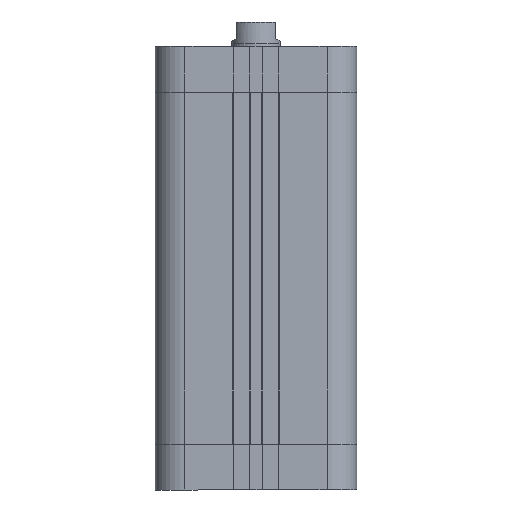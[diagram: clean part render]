
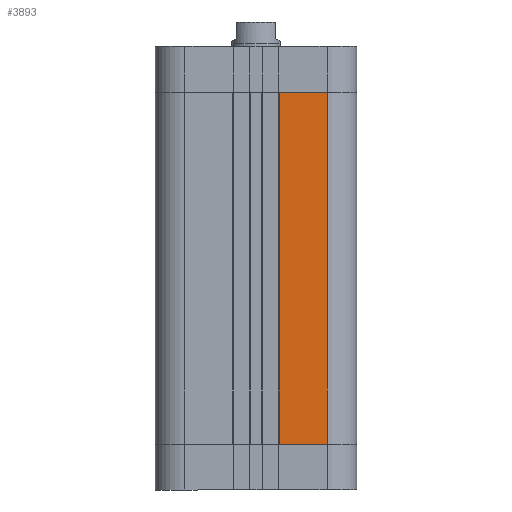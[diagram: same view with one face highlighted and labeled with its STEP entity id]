
A CAD part, front view. The second image highlights one B-rep face of the part: STEP entity #3893.
In plain terms, the highlighted planar face has unit normal (0, -1, 0).
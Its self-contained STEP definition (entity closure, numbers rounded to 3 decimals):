
#3835=CARTESIAN_POINT('',(-23.25,-33.,57.5));
#3836=VERTEX_POINT('',#3835);
#3845=CARTESIAN_POINT('',(-23.25,-33.,-57.5));
#3846=VERTEX_POINT('',#3845);
#3854=CARTESIAN_POINT('',(-23.25,-33.,-57.5));
#3855=DIRECTION('',(0.0,0.0,1.0));
#3856=VECTOR('',#3855,115.0);
#3857=LINE('',#3854,#3856);
#3858=EDGE_CURVE('',#3846,#3836,#3857,.T.);
#3863=CARTESIAN_POINT('',(-23.25,-33.,0.0));
#3864=DIRECTION('',(0.0,1.0,0.0));
#3865=DIRECTION('',(0.0,0.0,-1.0));
#3866=AXIS2_PLACEMENT_3D('',#3863,#3864,#3865);
#3867=PLANE('',#3866);
#3868=CARTESIAN_POINT('',(-7.6,-33.,57.5));
#3869=VERTEX_POINT('',#3868);
#3870=CARTESIAN_POINT('',(-23.25,-33.,57.5));
#3871=DIRECTION('',(1.0,0.0,0.0));
#3872=VECTOR('',#3871,15.65);
#3873=LINE('',#3870,#3872);
#3874=EDGE_CURVE('',#3836,#3869,#3873,.T.);
#3875=ORIENTED_EDGE('',*,*,#3874,.F.);
#3876=ORIENTED_EDGE('',*,*,#3858,.F.);
#3877=CARTESIAN_POINT('',(-7.6,-33.,-57.5));
#3878=VERTEX_POINT('',#3877);
#3879=CARTESIAN_POINT('',(-7.6,-33.,-57.5));
#3880=DIRECTION('',(-1.0,0.0,0.0));
#3881=VECTOR('',#3880,15.65);
#3882=LINE('',#3879,#3881);
#3883=EDGE_CURVE('',#3878,#3846,#3882,.T.);
#3884=ORIENTED_EDGE('',*,*,#3883,.F.);
#3885=CARTESIAN_POINT('',(-7.6,-33.,-57.5));
#3886=DIRECTION('',(0.0,0.0,1.0));
#3887=VECTOR('',#3886,115.0);
#3888=LINE('',#3885,#3887);
#3889=EDGE_CURVE('',#3878,#3869,#3888,.T.);
#3890=ORIENTED_EDGE('',*,*,#3889,.T.);
#3891=EDGE_LOOP('',(#3875,#3876,#3884,#3890));
#3892=FACE_OUTER_BOUND('',#3891,.T.);
#3893=ADVANCED_FACE('',(#3892),#3867,.F.);
